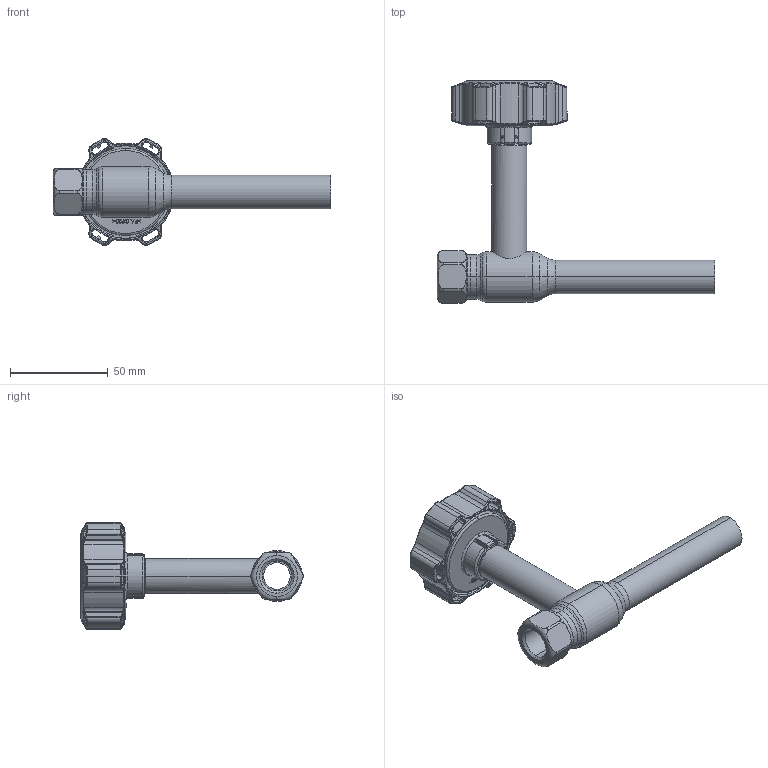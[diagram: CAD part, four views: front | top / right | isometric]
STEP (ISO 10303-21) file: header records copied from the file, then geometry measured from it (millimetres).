
FILE_DESCRIPTION (( 'STEP AP214' ), '1' );
FILE_NAME ('1010003601-2201.step', '2023-09-14T10:16:20', ( '' ), ( '' ), 'SwSTEP 2.0', 'SolidWorks 2021', '' );
FILE_SCHEMA (( 'AUTOMOTIVE_DESIGN' ));
Length unit declared in the file: millimetre
Products named in the file (1): 1010003601-2201
Bounding box: 141.8 x 113.9 x 54.57 mm (x, y, z)
Surface area: 28454.1 mm2 (no closed solid volume)
Topology: 0 solids, 7 shells, 508 faces, 1453 edges, 929 vertices
Faces by surface type: bspline 166, cylinder 130, plane 94, torus 77, cone 41
Entity records: 31420 total; most frequent: CARTESIAN_POINT 14128, ORIENTED_EDGE 2606, DIRECTION 2047, EDGE_CURVE 1453, VERTEX_POINT 929, AXIS2_PLACEMENT_3D 814, EDGE_LOOP 540, B_SPLINE_CURVE_WITH_KNOTS 533
